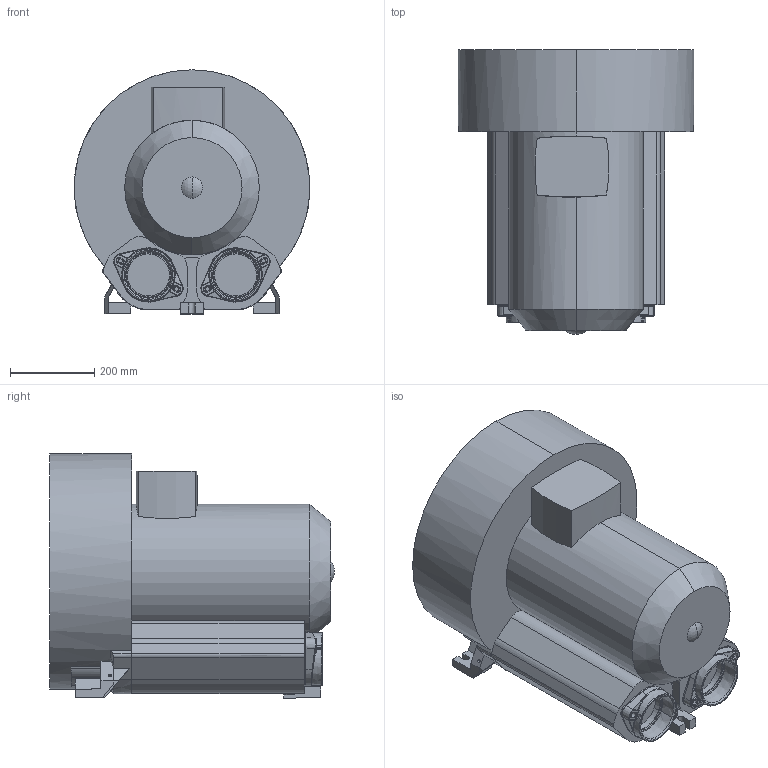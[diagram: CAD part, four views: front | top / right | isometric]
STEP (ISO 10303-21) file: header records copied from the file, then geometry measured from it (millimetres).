
FILE_DESCRIPTION (( 'STEP AP203' ), '1' );
FILE_NAME ('2RB910-1AQ37.STEP', '2025-04-30T02:42:13', ( '' ), ( '' ), 'SwSTEP 2.0', 'SolidWorks 2021', '' );
FILE_SCHEMA (( 'CONFIG_CONTROL_DESIGN' ));
Length unit declared in the file: millimetre
Products named in the file (1): 2RB910-1AQ37
Bounding box: 560 x 676.75 x 580.83 mm (x, y, z)
Volume: 109496759.9 mm3; surface area: 1998854.8 mm2
Topology: 1 solids, 9 shells, 707 faces, 1757 edges, 1091 vertices
Faces by surface type: plane 217, cylinder 194, bspline 114, cone 80, torus 72, sphere 30
Entity records: 31693 total; most frequent: CARTESIAN_POINT 16471, ORIENTED_EDGE 3500, DIRECTION 2684, EDGE_CURVE 1750, AXIS2_PLACEMENT_3D 1098, VERTEX_POINT 1087, EDGE_LOOP 741, FACE_OUTER_BOUND 707
